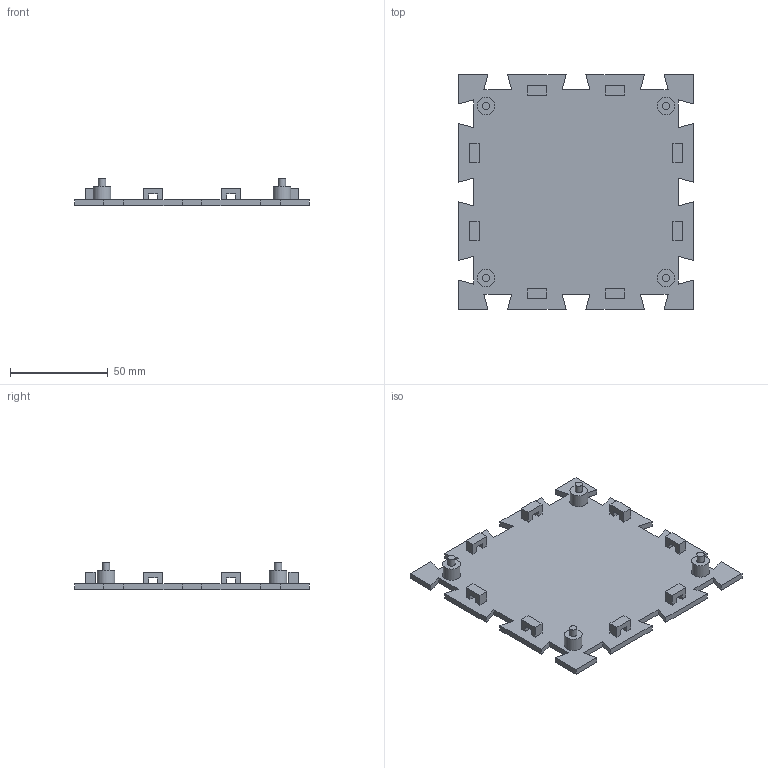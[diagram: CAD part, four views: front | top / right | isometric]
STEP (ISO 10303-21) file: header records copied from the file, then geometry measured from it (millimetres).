
FILE_DESCRIPTION(/* description */ (''),/* implementation_level */ '2;1');
FILE_NAME(/* name */ '8 ultrasonic_driver_tile v3.step',/* time_stamp */ '2024-10-01T12:44:22+02:00',/* author */ (''),/* organization */ (''),/* preprocessor_version */ 'ST-DEVELOPER v20',/* originating_system */ 'Autodesk Translation Framework v13.20.0.188',/* authorisation */ '');
FILE_SCHEMA (('AUTOMOTIVE_DESIGN { 1 0 10303 214 3 1 1 }'));
Length unit declared in the file: millimetre
Products named in the file (2): 8 ultrasonic_driver_tile; 0 base_tile
Assembly tree (1 placements, depth 2):
  8 ultrasonic_driver_tile
    0 base_tile
Bounding box: 120 x 120 x 14 mm (x, y, z)
Volume: 43676.9 mm3; surface area: 32486.9 mm2
Topology: 13 solids, 13 shells, 154 faces, 372 edges, 248 vertices
Faces by surface type: plane 146, cylinder 8
Full cylindrical faces by diameter (mm): 3.8 x4, 9 x4
Entity records: 4455 total; most frequent: CARTESIAN_POINT 777, ORIENTED_EDGE 744, DIRECTION 702, EDGE_CURVE 372, LINE 356, VECTOR 356, VERTEX_POINT 248, AXIS2_PLACEMENT_3D 173
